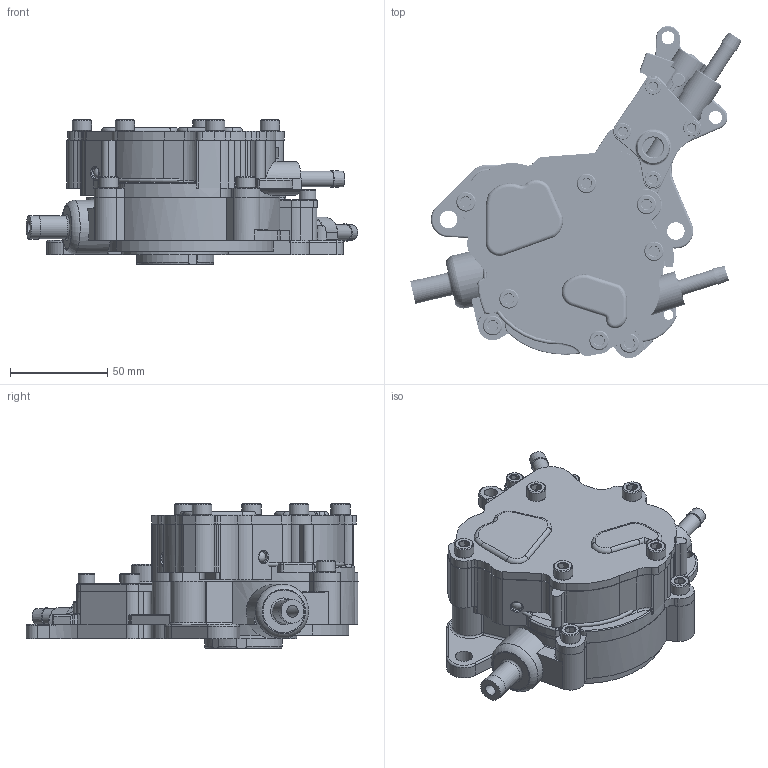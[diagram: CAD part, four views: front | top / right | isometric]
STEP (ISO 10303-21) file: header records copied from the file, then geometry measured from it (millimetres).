
FILE_DESCRIPTION(/* description */ (''),/* implementation_level */ '2;1');
FILE_NAME(/* name */ 'Demo Pumpe asm.step',/* time_stamp */ '2024-04-30T09:13:58+02:00',/* author */ (''),/* organization */ (''),/* preprocessor_version */ 'ST-DEVELOPER v20',/* originating_system */ 'Autodesk Translation Framework v12.20.1.177',/* authorisation */ '');
FILE_SCHEMA (('AUTOMOTIVE_DESIGN { 1 0 10303 214 3 1 1 }'));
Products named in the file (13): (Nicht gespeichert); Abdeckplatte_1; Schrauben; 91292A441_18-8 Stainless Steel Socket Head Screw; 91290A224_Alloy Steel Socket Head Screw; Deckel_1; Gehäuse_1; Gehäuse Teil 2_1; Mittnehmerscheibe_1; Platte_1; Abstandplatte_1; Roter_1; Pumpenrotor_1
Assembly tree (22 placements, depth 3):
  (Nicht gespeichert)
    Abdeckplatte_1
    Schrauben
      91292A441_18-8 Stainless Steel Socket Head Screw  x8
      91290A224_Alloy Steel Socket Head Screw  x4
    Deckel_1
    Gehäuse_1
    Gehäuse Teil 2_1
    Mittnehmerscheibe_1
    Platte_1
    Abstandplatte_1
    Roter_1
    Pumpenrotor_1
Bounding box: 170.72 x 170.93 x 74.4 mm (x, y, z)
Volume: 418145.6 mm3; surface area: 171333.7 mm2
Topology: 22 solids, 22 shells, 1795 faces, 4798 edges, 3091 vertices
Faces by surface type: cylinder 850, plane 630, cone 149, bspline 83, torus 72, sphere 11
Full cylindrical faces by diameter (mm): 2.5 x2, 3 x3, 3.242 x1, 3.45 x1, 3.5 x1, 3.961 x44, 4 x5, 4.134 x7, 4.701 x72, 4.917 x8, 5 x45, 5.8 x2, 6 x81, 6.3 x11, 6.7 x2, 7.5 x1, 7.6 x3, 7.9 x1, 8 x7, 8.5 x4, 9 x2, 9.9 x1, 10 x10, 10.376 x1, 11 x1, 11.8 x1, 12 x3, 16 x1, 17 x1, 21 x1
Entity records: 53285 total; most frequent: CARTESIAN_POINT 18393, ORIENTED_EDGE 7332, DIRECTION 7260, EDGE_CURVE 3666, AXIS2_PLACEMENT_3D 2693, VERTEX_POINT 2391, LINE 1874, VECTOR 1874
